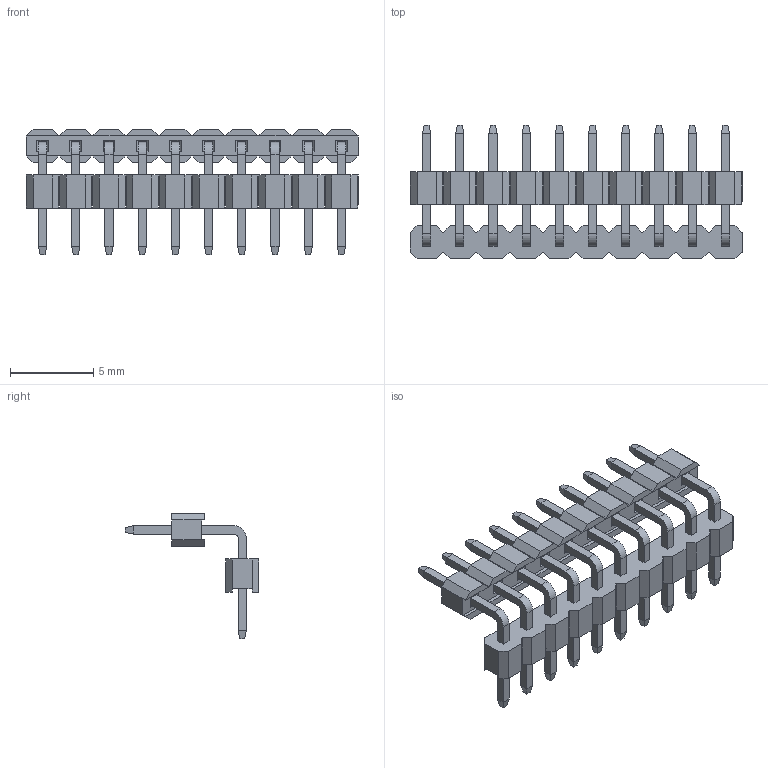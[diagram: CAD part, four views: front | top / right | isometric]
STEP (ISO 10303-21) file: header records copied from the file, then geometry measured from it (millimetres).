
FILE_DESCRIPTION( ('This file contains a STEP AP42 implementation' ,'as created by ZW3D STEP Interface translator.') ,'2;1' );
FILE_NAME( '1220-21XXXXRXXXXXXX(笢潔俔)(肮砃).stp' ,'23 324. 92314', (''), ('ZWCAD Software Co.'), 'Version 1.0', 'ZW3D to STEP translator', '' );
FILE_SCHEMA(('AUTOMOTIVE_DESIGN { 1 0 10303 214 1 1 1 1 }'));
Length unit declared in the file: millimetre
Products named in the file (3): 0; 1220-2120XXR134XXXX(笢潔俔)(肮砃); 1220-21XXXXRXXXXX_ASM_1_ASM_1
Assembly tree (1 placements, depth 2):
  0
  1220-2120XXR134XXXX(笢潔俔)(肮砃)
    1220-21XXXXRXXXXX_ASM_1_ASM_1
Bounding box: 20 x 8.05 x 7.55 mm (x, y, z)
Volume: 159.4 mm3; surface area: 681.8 mm2
Topology: 12 solids, 12 shells, 592 faces, 1464 edges, 896 vertices
Faces by surface type: plane 572, cylinder 20
Entity records: 17583 total; most frequent: CARTESIAN_POINT 2956, ORIENTED_EDGE 2928, DIRECTION 2696, EDGE_CURVE 1464, VECTOR 1424, LINE 1424, VERTEX_POINT 896, AXIS2_PLACEMENT_3D 636
